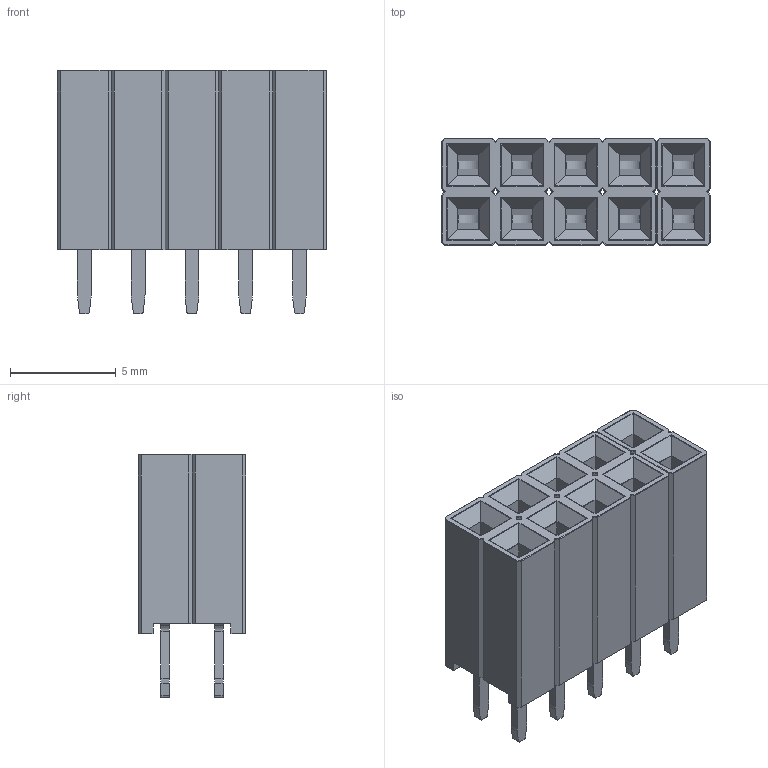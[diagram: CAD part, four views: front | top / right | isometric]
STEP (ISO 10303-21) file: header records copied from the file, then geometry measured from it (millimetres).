
FILE_DESCRIPTION(/* description */ ('Designed by EasyEDA Pro'),/* implementation_level */ '2;1');
FILE_NAME(/* name */ 'PM_2.54_2X5P_LH.step',/* time_stamp */ '2025-03-27T15:09:53+08:00',/* author */ (''),/* organization */ (''),/* preprocessor_version */ 'ST-DEVELOPER v20.1',/* originating_system */ 'Autodesk Translation Framework v14.4.0.0',/* authorisation */ '');
FILE_SCHEMA (('AUTOMOTIVE_DESIGN { 1 0 10303 214 3 1 1 }'));
Products named in the file (3): iKBu-PCBModel; iKBu-Board; iKBu-U1-HDR-TH_10P-P2.54-V-F-R2-C5-S2.54
Assembly tree (2 placements, depth 2):
  iKBu-PCBModel
    iKBu-Board
    iKBu-U1-HDR-TH_10P-P2.54-V-F-R2-C5-S2.54
Bounding box: 12.71 x 5.08 x 11.5 mm (x, y, z)
Volume: 453.4 mm3; surface area: 935.4 mm2
Topology: 1 solids, 1 shells, 1493 faces, 3907 edges, 2524 vertices
Faces by surface type: plane 987, cylinder 268, bspline 238
Entity records: 54579 total; most frequent: CARTESIAN_POINT 17225, ORIENTED_EDGE 7814, DIRECTION 6541, EDGE_CURVE 3907, LINE 3013, VECTOR 3013, VERTEX_POINT 2524, AXIS2_PLACEMENT_3D 1764
